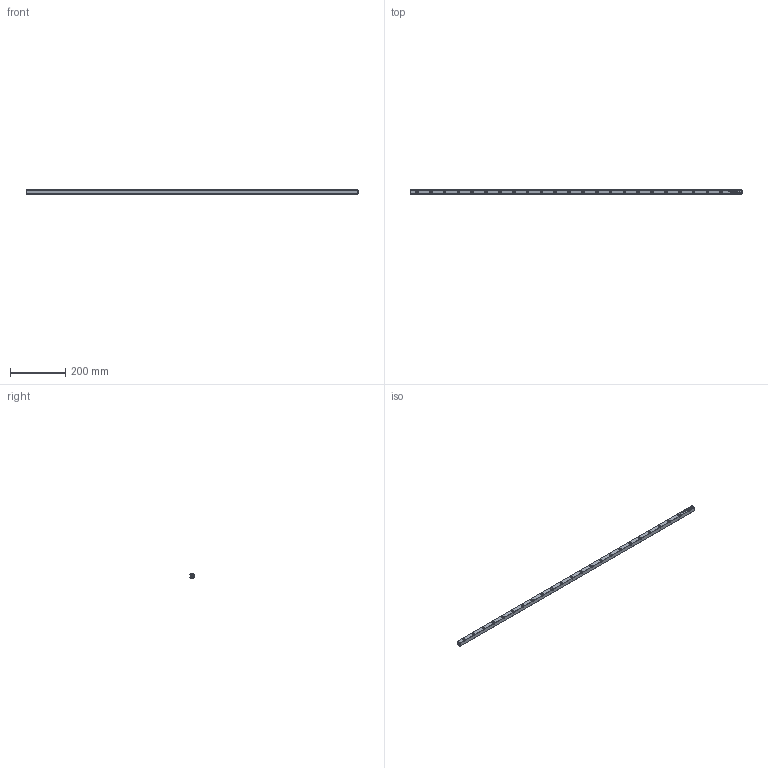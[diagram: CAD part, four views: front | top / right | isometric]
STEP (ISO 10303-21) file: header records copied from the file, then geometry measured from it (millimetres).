
FILE_DESCRIPTION(/* description */ (''),/* implementation_level */ '2;1');
FILE_NAME(/* name */ 'Rail RSDE-61200.stp',/* time_stamp */ '2024-11-14T09:52:02+01:00',/* author */ (''),/* organization */ (''),/* preprocessor_version */ 'ST-DEVELOPER v16.7',/* originating_system */ 'SIEMENS PLM Software NX 12.0',/* authorisation */ '');
FILE_SCHEMA (('AUTOMOTIVE_DESIGN { 1 0 10303 214 3 1 1 1 }'));
Length unit declared in the file: millimetre
Products named in the file (1): Rail RSDE-61200_step_stp
Bounding box: 1200 x 14.9 x 15 mm (x, y, z)
Volume: 235007.8 mm3; surface area: 82389.1 mm2
Topology: 1 solids, 1 shells, 444 faces, 1149 edges, 764 vertices
Faces by surface type: plane 249, bspline 90, cone 53, cylinder 52
Full cylindrical faces by diameter (mm): 4.3 x2, 5.2 x26, 9.5 x24
Entity records: 15130 total; most frequent: CARTESIAN_POINT 3395, ORIENTED_EDGE 1986, DIRECTION 1676, EDGE_CURVE 993, VERTEX_POINT 715, LINE 660, VECTOR 660, EDGE_LOOP 654
